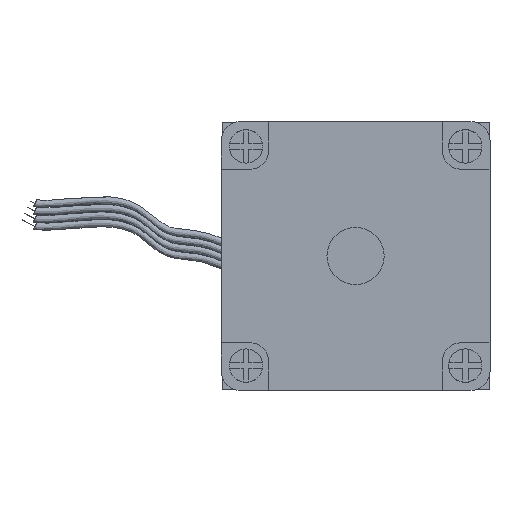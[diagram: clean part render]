
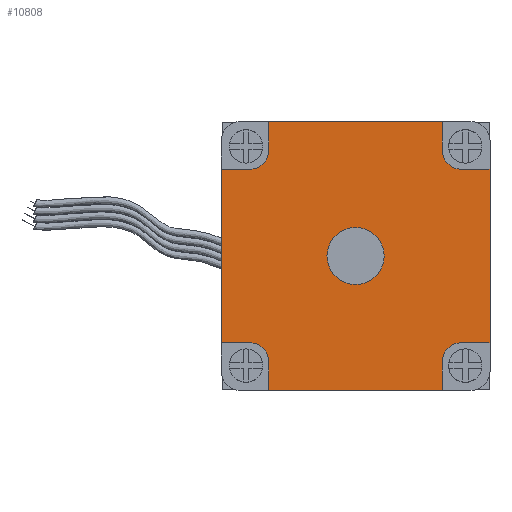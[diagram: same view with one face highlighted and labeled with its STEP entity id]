
A CAD part, front view. The second image highlights one B-rep face of the part: STEP entity #10808.
In plain terms, the highlighted planar face has unit normal (0, -1, 0).
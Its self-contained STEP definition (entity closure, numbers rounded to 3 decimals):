
#59 = DIRECTION ( 'NONE',  ( 0., 0., 1. ) ) ;
#88 = DIRECTION ( 'NONE',  ( 0., 0., 1. ) ) ;
#106 = DIRECTION ( 'NONE',  ( 0., 1., 0. ) ) ;
#205 = VERTEX_POINT ( 'NONE', #2248 ) ;
#280 = EDGE_CURVE ( 'NONE', #15284, #2005, #20465, .T. ) ;
#356 = EDGE_CURVE ( 'NONE', #18573, #7705, #15568, .T. ) ;
#547 = CARTESIAN_POINT ( 'NONE',  ( -9.1, 0., 9.1 ) ) ;
#661 = VERTEX_POINT ( 'NONE', #11843 ) ;
#862 = DIRECTION ( 'NONE',  ( 0., 0., 1. ) ) ;
#914 = VERTEX_POINT ( 'NONE', #19271 ) ;
#1055 = LINE ( 'NONE', #8980, #4975 ) ;
#1142 = PLANE ( 'NONE',  #14030 ) ;
#1261 = CARTESIAN_POINT ( 'NONE',  ( 9.1, 0., -11.1 ) ) ;
#1375 = DIRECTION ( 'NONE',  ( -1., 0., 0. ) ) ;
#1420 = EDGE_CURVE ( 'NONE', #4336, #205, #18851, .T. ) ;
#1473 = ORIENTED_EDGE ( 'NONE', *, *, #11428, .F. ) ;
#1486 = VERTEX_POINT ( 'NONE', #17478 ) ;
#1543 = CARTESIAN_POINT ( 'NONE',  ( -9.1, 0., 11.1 ) ) ;
#1566 = CARTESIAN_POINT ( 'NONE',  ( 9.1, 0., 9.1 ) ) ;
#1885 = AXIS2_PLACEMENT_3D ( 'NONE', #10362, #16518, #19915 ) ;
#1930 = ORIENTED_EDGE ( 'NONE', *, *, #17687, .F. ) ;
#2005 = VERTEX_POINT ( 'NONE', #7482 ) ;
#2248 = CARTESIAN_POINT ( 'NONE',  ( 14.1, 0., -9.1 ) ) ;
#2643 = AXIS2_PLACEMENT_3D ( 'NONE', #3814, #19574, #6984 ) ;
#2659 = VECTOR ( 'NONE', #15360, 1000. ) ;
#2921 = LINE ( 'NONE', #9977, #8035 ) ;
#3109 = EDGE_CURVE ( 'NONE', #6608, #5801, #10155, .T. ) ;
#3262 = VERTEX_POINT ( 'NONE', #9021 ) ;
#3304 = CARTESIAN_POINT ( 'NONE',  ( 9.1, 0., 9.1 ) ) ;
#3451 = CARTESIAN_POINT ( 'NONE',  ( 9.1, 0., 11.1 ) ) ;
#3624 = VECTOR ( 'NONE', #16532, 1000. ) ;
#3673 = CARTESIAN_POINT ( 'NONE',  ( 0., 0., 0. ) ) ;
#3682 = DIRECTION ( 'NONE',  ( 0., 0., 1. ) ) ;
#3814 = CARTESIAN_POINT ( 'NONE',  ( 11.1, 0., -11.1 ) ) ;
#4243 = DIRECTION ( 'NONE',  ( -1., 0., 0. ) ) ;
#4336 = VERTEX_POINT ( 'NONE', #20648 ) ;
#4434 = VECTOR ( 'NONE', #4243, 1000. ) ;
#4557 = CARTESIAN_POINT ( 'NONE',  ( -14.1, 0., -14.1 ) ) ;
#4624 = VERTEX_POINT ( 'NONE', #18810 ) ;
#4641 = ORIENTED_EDGE ( 'NONE', *, *, #7381, .F. ) ;
#4975 = VECTOR ( 'NONE', #18955, 1000. ) ;
#4989 = ORIENTED_EDGE ( 'NONE', *, *, #12408, .T. ) ;
#5276 = ORIENTED_EDGE ( 'NONE', *, *, #16395, .F. ) ;
#5341 = LINE ( 'NONE', #547, #3624 ) ;
#5801 = VERTEX_POINT ( 'NONE', #10358 ) ;
#6231 = ORIENTED_EDGE ( 'NONE', *, *, #12721, .T. ) ;
#6393 = AXIS2_PLACEMENT_3D ( 'NONE', #3673, #10111, #13071 ) ;
#6608 = VERTEX_POINT ( 'NONE', #1543 ) ;
#6654 = CIRCLE ( 'NONE', #12369, 2. ) ;
#6917 = ORIENTED_EDGE ( 'NONE', *, *, #356, .F. ) ;
#6984 = DIRECTION ( 'NONE',  ( 0., 0., 1. ) ) ;
#7185 = CARTESIAN_POINT ( 'NONE',  ( 0., 0., 0. ) ) ;
#7381 = EDGE_CURVE ( 'NONE', #914, #661, #15482, .T. ) ;
#7482 = CARTESIAN_POINT ( 'NONE',  ( -14.1, 0., 9.1 ) ) ;
#7705 = VERTEX_POINT ( 'NONE', #9560 ) ;
#7934 = VECTOR ( 'NONE', #16198, 1000. ) ;
#8035 = VECTOR ( 'NONE', #16227, 1000. ) ;
#8200 = VERTEX_POINT ( 'NONE', #19817 ) ;
#8227 = DIRECTION ( 'NONE',  ( 1., 0., 0. ) ) ;
#8255 = ORIENTED_EDGE ( 'NONE', *, *, #11996, .F. ) ;
#8311 = VECTOR ( 'NONE', #8227, 1000. ) ;
#8322 = LINE ( 'NONE', #15077, #8692 ) ;
#8464 = CARTESIAN_POINT ( 'NONE',  ( -14.1, 0., -9.1 ) ) ;
#8692 = VECTOR ( 'NONE', #3682, 1000. ) ;
#8801 = ORIENTED_EDGE ( 'NONE', *, *, #3109, .T. ) ;
#8910 = ORIENTED_EDGE ( 'NONE', *, *, #1420, .T. ) ;
#8918 = VECTOR ( 'NONE', #18264, 1000. ) ;
#8980 = CARTESIAN_POINT ( 'NONE',  ( 14.1, 0., -14.1 ) ) ;
#9021 = CARTESIAN_POINT ( 'NONE',  ( 9.1, 0., -14.1 ) ) ;
#9097 = CARTESIAN_POINT ( 'NONE',  ( 9.1, 0., -9.1 ) ) ;
#9219 = VECTOR ( 'NONE', #15875, 1000. ) ;
#9297 = EDGE_CURVE ( 'NONE', #20827, #15284, #12896, .T. ) ;
#9560 = CARTESIAN_POINT ( 'NONE',  ( -9.1, 0., -11.1 ) ) ;
#9621 = CARTESIAN_POINT ( 'NONE',  ( -9.1, 0., -9.1 ) ) ;
#9639 = EDGE_CURVE ( 'NONE', #17525, #4336, #16132, .T. ) ;
#9667 = CIRCLE ( 'NONE', #1885, 3. ) ;
#9705 = CARTESIAN_POINT ( 'NONE',  ( -11.1, 0., -11.1 ) ) ;
#9707 = AXIS2_PLACEMENT_3D ( 'NONE', #9726, #106, #14487 ) ;
#9726 = CARTESIAN_POINT ( 'NONE',  ( 11.1, 0., 11.1 ) ) ;
#9977 = CARTESIAN_POINT ( 'NONE',  ( -9.1, 0., 9.1 ) ) ;
#9994 = LINE ( 'NONE', #16455, #8918 ) ;
#10111 = DIRECTION ( 'NONE',  ( 0., -1., 0. ) ) ;
#10155 = CIRCLE ( 'NONE', #13526, 2. ) ;
#10358 = CARTESIAN_POINT ( 'NONE',  ( -11.1, 0., 9.1 ) ) ;
#10362 = CARTESIAN_POINT ( 'NONE',  ( 0., 0., 0. ) ) ;
#10395 = VECTOR ( 'NONE', #1375, 1000. ) ;
#10450 = FACE_OUTER_BOUND ( 'NONE', #12237, .T. ) ;
#10808 = ADVANCED_FACE ( 'NONE', ( #15633, #10450 ), #1142, .F. ) ;
#11428 = EDGE_CURVE ( 'NONE', #661, #914, #9667, .T. ) ;
#11843 = CARTESIAN_POINT ( 'NONE',  ( 0., 0., 3. ) ) ;
#11996 = EDGE_CURVE ( 'NONE', #8200, #205, #1055, .T. ) ;
#12237 = EDGE_LOOP ( 'NONE', ( #8255, #1930, #16326, #19373, #20408, #17655, #8801, #4989, #12729, #18313, #13647, #6917, #5276, #6231, #19913, #8910 ) ) ;
#12244 = LINE ( 'NONE', #4557, #4434 ) ;
#12369 = AXIS2_PLACEMENT_3D ( 'NONE', #9705, #16271, #88 ) ;
#12408 = EDGE_CURVE ( 'NONE', #5801, #2005, #2921, .T. ) ;
#12721 = EDGE_CURVE ( 'NONE', #3262, #17525, #8322, .T. ) ;
#12729 = ORIENTED_EDGE ( 'NONE', *, *, #280, .F. ) ;
#12818 = EDGE_CURVE ( 'NONE', #13807, #19344, #20555, .T. ) ;
#12896 = LINE ( 'NONE', #9621, #10395 ) ;
#13071 = DIRECTION ( 'NONE',  ( 0., 0., -1. ) ) ;
#13164 = CARTESIAN_POINT ( 'NONE',  ( -9.1, 0., -14.1 ) ) ;
#13526 = AXIS2_PLACEMENT_3D ( 'NONE', #19332, #14535, #59 ) ;
#13647 = ORIENTED_EDGE ( 'NONE', *, *, #17777, .T. ) ;
#13796 = CARTESIAN_POINT ( 'NONE',  ( -11.1, 0., -9.1 ) ) ;
#13807 = VERTEX_POINT ( 'NONE', #19307 ) ;
#13872 = CARTESIAN_POINT ( 'NONE',  ( -14.1, 0., -14.1 ) ) ;
#14027 = EDGE_CURVE ( 'NONE', #4624, #6608, #5341, .T. ) ;
#14030 = AXIS2_PLACEMENT_3D ( 'NONE', #7185, #16922, #15311 ) ;
#14487 = DIRECTION ( 'NONE',  ( 0., 0., 1. ) ) ;
#14535 = DIRECTION ( 'NONE',  ( 0., 1., 0. ) ) ;
#15077 = CARTESIAN_POINT ( 'NONE',  ( 9.1, 0., -9.1 ) ) ;
#15284 = VERTEX_POINT ( 'NONE', #8464 ) ;
#15311 = DIRECTION ( 'NONE',  ( 1., 0., 0. ) ) ;
#15360 = DIRECTION ( 'NONE',  ( 0., 0., 1. ) ) ;
#15482 = CIRCLE ( 'NONE', #6393, 3. ) ;
#15568 = LINE ( 'NONE', #20255, #19230 ) ;
#15633 = FACE_BOUND ( 'NONE', #20414, .T. ) ;
#15875 = DIRECTION ( 'NONE',  ( 1., 0., 0. ) ) ;
#16063 = LINE ( 'NONE', #1566, #8311 ) ;
#16132 = CIRCLE ( 'NONE', #2643, 2. ) ;
#16198 = DIRECTION ( 'NONE',  ( 0., 0., -1. ) ) ;
#16227 = DIRECTION ( 'NONE',  ( -1., 0., 0. ) ) ;
#16271 = DIRECTION ( 'NONE',  ( 0., 1., 0. ) ) ;
#16326 = ORIENTED_EDGE ( 'NONE', *, *, #12818, .T. ) ;
#16395 = EDGE_CURVE ( 'NONE', #3262, #18573, #12244, .T. ) ;
#16455 = CARTESIAN_POINT ( 'NONE',  ( -14.1, 0., 14.1 ) ) ;
#16518 = DIRECTION ( 'NONE',  ( 0., -1., 0. ) ) ;
#16532 = DIRECTION ( 'NONE',  ( 0., 0., -1. ) ) ;
#16922 = DIRECTION ( 'NONE',  ( 0., 1., 0. ) ) ;
#17478 = CARTESIAN_POINT ( 'NONE',  ( 9.1, 0., 14.1 ) ) ;
#17525 = VERTEX_POINT ( 'NONE', #1261 ) ;
#17655 = ORIENTED_EDGE ( 'NONE', *, *, #14027, .T. ) ;
#17687 = EDGE_CURVE ( 'NONE', #13807, #8200, #16063, .T. ) ;
#17777 = EDGE_CURVE ( 'NONE', #20827, #7705, #6654, .T. ) ;
#17800 = LINE ( 'NONE', #3304, #7934 ) ;
#18264 = DIRECTION ( 'NONE',  ( 1., 0., 0. ) ) ;
#18313 = ORIENTED_EDGE ( 'NONE', *, *, #9297, .F. ) ;
#18573 = VERTEX_POINT ( 'NONE', #13164 ) ;
#18810 = CARTESIAN_POINT ( 'NONE',  ( -9.1, 0., 14.1 ) ) ;
#18851 = LINE ( 'NONE', #9097, #9219 ) ;
#18955 = DIRECTION ( 'NONE',  ( 0., 0., -1. ) ) ;
#19230 = VECTOR ( 'NONE', #862, 1000. ) ;
#19271 = CARTESIAN_POINT ( 'NONE',  ( 0., 0., -3. ) ) ;
#19307 = CARTESIAN_POINT ( 'NONE',  ( 11.1, 0., 9.1 ) ) ;
#19332 = CARTESIAN_POINT ( 'NONE',  ( -11.1, 0., 11.1 ) ) ;
#19335 = EDGE_CURVE ( 'NONE', #4624, #1486, #9994, .T. ) ;
#19344 = VERTEX_POINT ( 'NONE', #3451 ) ;
#19373 = ORIENTED_EDGE ( 'NONE', *, *, #19559, .F. ) ;
#19559 = EDGE_CURVE ( 'NONE', #1486, #19344, #17800, .T. ) ;
#19574 = DIRECTION ( 'NONE',  ( 0., 1., 0. ) ) ;
#19817 = CARTESIAN_POINT ( 'NONE',  ( 14.1, 0., 9.1 ) ) ;
#19913 = ORIENTED_EDGE ( 'NONE', *, *, #9639, .T. ) ;
#19915 = DIRECTION ( 'NONE',  ( 0., 0., -1. ) ) ;
#20255 = CARTESIAN_POINT ( 'NONE',  ( -9.1, 0., -9.1 ) ) ;
#20408 = ORIENTED_EDGE ( 'NONE', *, *, #19335, .F. ) ;
#20414 = EDGE_LOOP ( 'NONE', ( #4641, #1473 ) ) ;
#20465 = LINE ( 'NONE', #13872, #2659 ) ;
#20555 = CIRCLE ( 'NONE', #9707, 2. ) ;
#20648 = CARTESIAN_POINT ( 'NONE',  ( 11.1, 0., -9.1 ) ) ;
#20827 = VERTEX_POINT ( 'NONE', #13796 ) ;
